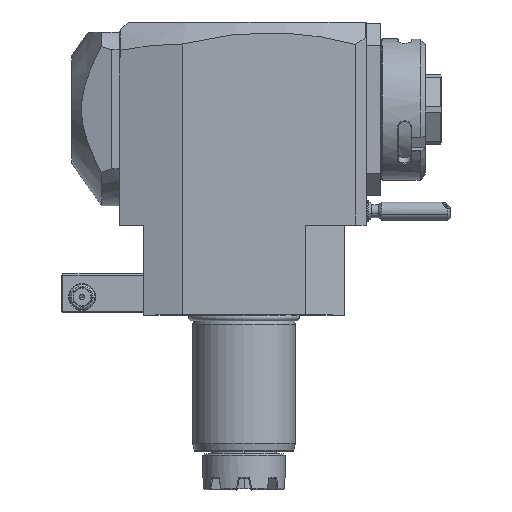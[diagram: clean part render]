
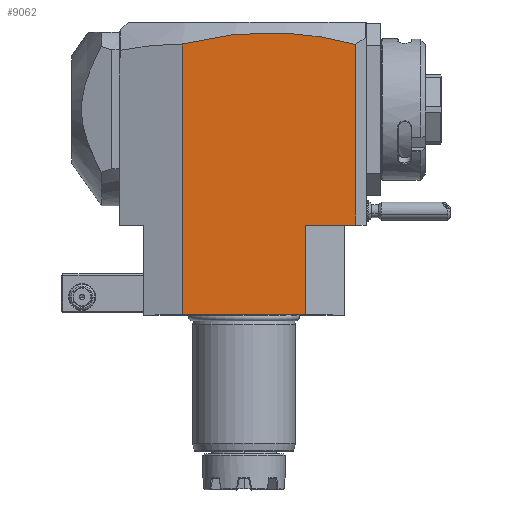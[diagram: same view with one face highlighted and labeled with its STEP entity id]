
A CAD part, top view. The second image highlights one B-rep face of the part: STEP entity #9062.
In plain terms, the highlighted planar face has unit normal (0, 0, 1).
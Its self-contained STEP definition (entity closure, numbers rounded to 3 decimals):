
#140=DIRECTION('',(0.,-1.,0.));
#141=VECTOR('',#140,70.258);
#142=CARTESIAN_POINT('',(43.5,105.258,37.5));
#143=LINE('',#142,#141);
#144=DIRECTION('',(-1.,0.,0.));
#145=VECTOR('',#144,19.5);
#146=CARTESIAN_POINT('',(43.5,35.,37.5));
#147=LINE('',#146,#145);
#148=CARTESIAN_POINT('',(-24.,105.435,37.5));
#149=CARTESIAN_POINT('',(-18.371,106.939,37.5));
#150=CARTESIAN_POINT('',(-7.115,109.162,37.5));
#151=CARTESIAN_POINT('',(9.762,110.233,37.5));
#152=CARTESIAN_POINT('',(26.635,109.072,37.5));
#153=CARTESIAN_POINT('',(37.879,106.791,37.5));
#154=CARTESIAN_POINT('',(43.5,105.258,37.5));
#218=DIRECTION('',(0.,-1.,0.));
#219=VECTOR('',#218,105.435);
#220=CARTESIAN_POINT('',(-24.,105.435,37.5));
#221=LINE('',#220,#219);
#238=DIRECTION('',(-1.,0.,0.));
#239=VECTOR('',#238,48.);
#240=CARTESIAN_POINT('',(24.,0.,37.5));
#241=LINE('',#240,#239);
#2592=DIRECTION('',(0.,1.,0.));
#2593=VECTOR('',#2592,35.);
#2594=CARTESIAN_POINT('',(24.,0.,37.5));
#2595=LINE('',#2594,#2593);
#8226=VERTEX_POINT('',#148);
#8227=VERTEX_POINT('',#154);
#8545=CARTESIAN_POINT('',(43.5,35.,37.5));
#8546=VERTEX_POINT('',#8545);
#8587=CARTESIAN_POINT('',(24.,0.,37.5));
#8588=VERTEX_POINT('',#8587);
#8589=CARTESIAN_POINT('',(-24.,0.,37.5));
#8590=VERTEX_POINT('',#8589);
#8813=CARTESIAN_POINT('',(24.,35.,37.5));
#8814=VERTEX_POINT('',#8813);
#9044=CARTESIAN_POINT('',(-39.202,35.,37.5));
#9045=DIRECTION('',(0.,0.,1.));
#9046=DIRECTION('',(1.,0.,0.));
#9047=AXIS2_PLACEMENT_3D('',#9044,#9045,#9046);
#9048=PLANE('',#9047);
#9050=ORIENTED_EDGE('',*,*,#9049,.T.);
#9051=ORIENTED_EDGE('',*,*,#9028,.T.);
#9053=ORIENTED_EDGE('',*,*,#9052,.F.);
#9055=ORIENTED_EDGE('',*,*,#9054,.T.);
#9057=ORIENTED_EDGE('',*,*,#9056,.F.);
#9059=ORIENTED_EDGE('',*,*,#9058,.T.);
#9060=EDGE_LOOP('',(#9050,#9051,#9053,#9055,#9057,#9059));
#9061=FACE_OUTER_BOUND('',#9060,.F.);
#155=B_SPLINE_CURVE_WITH_KNOTS('',3,(#148,#149,#150,#151,#152,#153,#154),
.UNSPECIFIED.,.F.,.F.,(4,1,1,1,4),(0.,0.25,0.5,0.75,1.),
.UNSPECIFIED.);
#9028=EDGE_CURVE('',#8546,#8814,#147,.T.);
#9049=EDGE_CURVE('',#8227,#8546,#143,.T.);
#9052=EDGE_CURVE('',#8588,#8814,#2595,.T.);
#9054=EDGE_CURVE('',#8588,#8590,#241,.T.);
#9056=EDGE_CURVE('',#8226,#8590,#221,.T.);
#9058=EDGE_CURVE('',#8226,#8227,#155,.T.);
#9062=ADVANCED_FACE('',(#9061),#9048,.T.);
